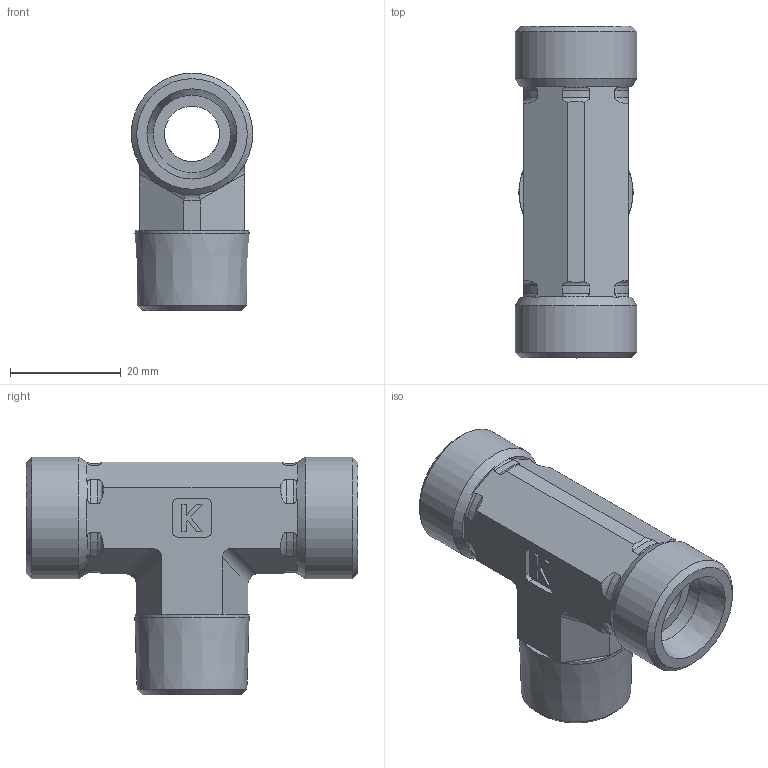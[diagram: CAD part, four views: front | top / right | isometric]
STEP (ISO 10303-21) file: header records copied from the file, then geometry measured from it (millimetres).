
FILE_DESCRIPTION((''),'2;1');
FILE_NAME('26003142022.stp','2014-08-22T14:40:14',(''),('KNOMI spol. s r. o.'),'Autodesk Inventor 2012','Autodesk Inventor 2012','');
FILE_SCHEMA(('AUTOMOTIVE_DESIGN { 1 2 10303 214 0 1 1 1 }'));
Length unit declared in the file: millimetre
Products named in the file (1): THCM3 14SMkuž M20K/M22
Bounding box: 22 x 60 x 43 mm (x, y, z)
Volume: 18950.4 mm3; surface area: 8860.2 mm2
Topology: 1 solids, 1 shells, 130 faces, 364 edges, 239 vertices
Faces by surface type: plane 68, cylinder 29, torus 24, cone 9
Full cylindrical faces by diameter (mm): 10 x2, 14 x2, 20.657 x1, 22 x2
Entity records: 4324 total; most frequent: CARTESIAN_POINT 1149, ORIENTED_EDGE 674, DIRECTION 632, EDGE_CURVE 337, AXIS2_PLACEMENT_3D 240, VERTEX_POINT 229, EDGE_LOOP 154, VECTOR 152
